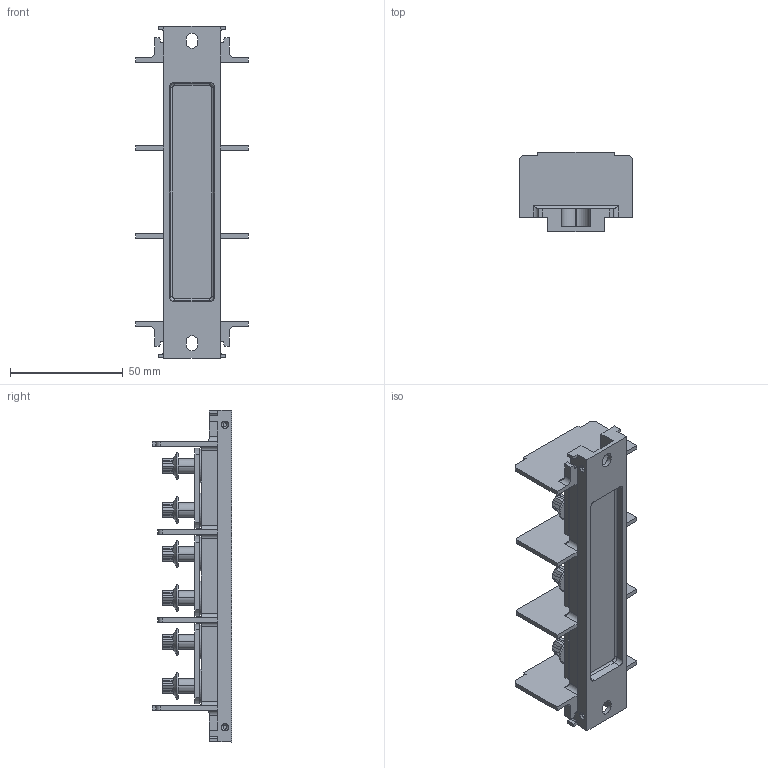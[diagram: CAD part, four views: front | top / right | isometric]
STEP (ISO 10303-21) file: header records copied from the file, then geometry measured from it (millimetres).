
FILE_DESCRIPTION((''),'2;1');
FILE_NAME('32406263002','2020-07-30T',('presta_be4'),(''),'CREO PARAMETRIC BY PTC INC, 2018360','CREO PARAMETRIC BY PTC INC, 2018360','');
FILE_SCHEMA(('CONFIG_CONTROL_DESIGN'));
Length unit declared in the file: millimetre
Products named in the file (1): 32406263002
Bounding box: 50 x 35.2 x 147.2 mm (x, y, z)
Volume: 51857.9 mm3; surface area: 31322.4 mm2
Topology: 4 solids, 4 shells, 537 faces, 1448 edges, 946 vertices
Faces by surface type: plane 291, cylinder 158, cone 72, torus 12, bspline 4
Entity records: 18398 total; most frequent: CARTESIAN_POINT 5179, ORIENTED_EDGE 2888, DIRECTION 2562, EDGE_CURVE 1444, VERTEX_POINT 946, AXIS2_PLACEMENT_3D 917, VECTOR 728, LINE 728
